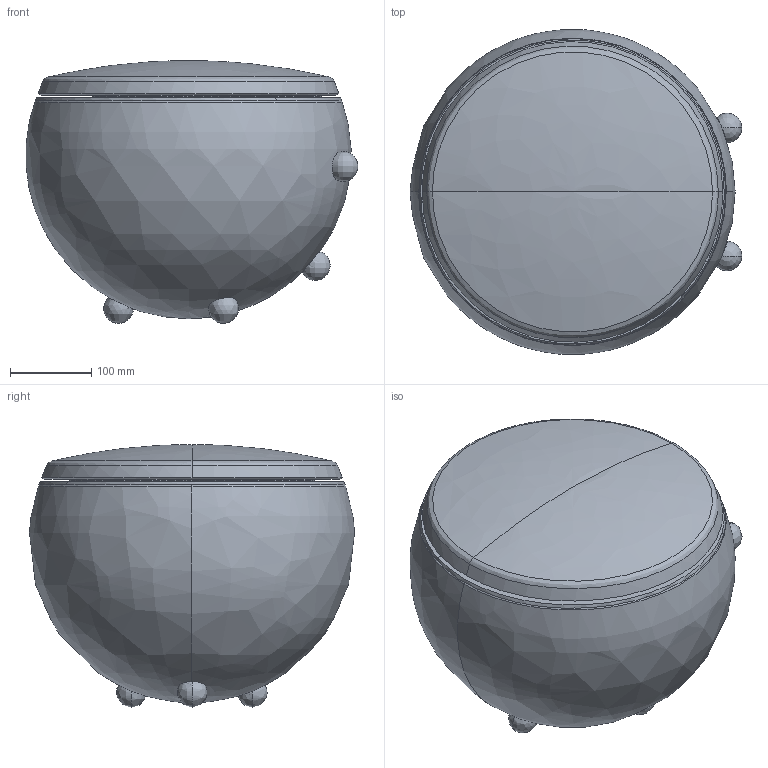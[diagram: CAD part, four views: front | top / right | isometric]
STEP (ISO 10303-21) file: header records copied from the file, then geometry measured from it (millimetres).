
FILE_DESCRIPTION(/* description */ (''),/* implementation_level */ '2;1');
FILE_NAME(/* name */ '3D 032400_Yang Led',/* time_stamp */ '2018-07-18T19:15:15+02:00',/* author */ (''),/* organization */ (''),/* preprocessor_version */ 'ST-DEVELOPER v10',/* originating_system */ '',/* authorisation */ '');
FILE_SCHEMA (('AUTOMOTIVE_DESIGN'));
Length unit declared in the file: millimetre
Products named in the file (1): 1
Bounding box: 407.9 x 399.6 x 322.96 mm (x, y, z)
Volume: 2517377.3 mm3; surface area: 1865908.6 mm2
Topology: 21 solids, 38 shells, 579 faces, 1751 edges, 1109 vertices
Faces by surface type: bspline 378, plane 201
Entity records: 29298 total; most frequent: CARTESIAN_POINT 19697, ORIENTED_EDGE 3090, EDGE_CURVE 1719, VERTEX_POINT 1109, B_SPLINE_CURVE_WITH_KNOTS 846, EDGE_LOOP 600, ADVANCED_FACE 579, FACE_OUTER_BOUND 579
